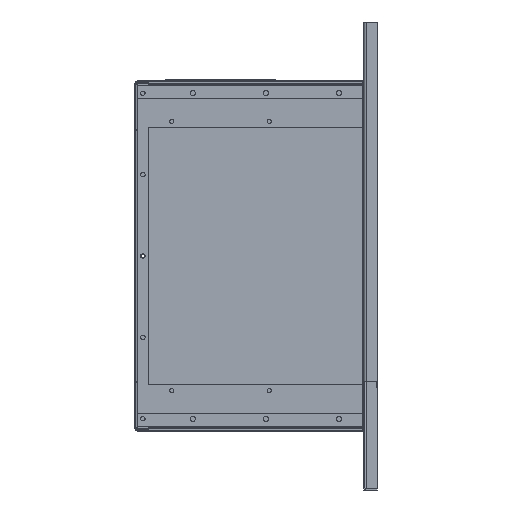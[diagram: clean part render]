
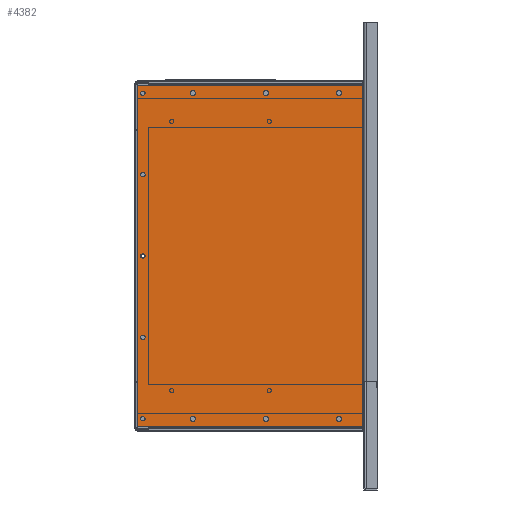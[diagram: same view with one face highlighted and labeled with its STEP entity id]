
A CAD part, left-side view. The second image highlights one B-rep face of the part: STEP entity #4382.
In plain terms, the highlighted planar face has unit normal (-1, 0, 0).
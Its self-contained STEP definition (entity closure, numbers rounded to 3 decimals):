
#4382=ADVANCED_FACE('',(#16208,#16210,#16212,#16214,#16216,#16218,#16220,#16222,
#16224,#16226,#16228,#16230),#16232,.T.);
#16208=FACE_BOUND('',#16209,.T.);
#16209=EDGE_LOOP('',(#26375,#26376,#26377,#26378));
#16210=FACE_BOUND('',#16211,.T.);
#16211=EDGE_LOOP('',(#26379));
#16212=FACE_BOUND('',#16213,.T.);
#16213=EDGE_LOOP('',(#26380));
#16214=FACE_BOUND('',#16215,.T.);
#16215=EDGE_LOOP('',(#26381));
#16216=FACE_BOUND('',#16217,.T.);
#16217=EDGE_LOOP('',(#26382));
#16218=FACE_BOUND('',#16219,.T.);
#16219=EDGE_LOOP('',(#26383));
#16220=FACE_BOUND('',#16221,.T.);
#16221=EDGE_LOOP('',(#26384));
#16222=FACE_BOUND('',#16223,.T.);
#16223=EDGE_LOOP('',(#26385));
#16224=FACE_BOUND('',#16225,.T.);
#16225=EDGE_LOOP('',(#26386));
#16226=FACE_BOUND('',#16227,.T.);
#16227=EDGE_LOOP('',(#26387));
#16228=FACE_BOUND('',#16229,.T.);
#16229=EDGE_LOOP('',(#26388));
#16230=FACE_BOUND('',#16231,.T.);
#16231=EDGE_LOOP('',(#26389));
#16232=PLANE('',#16233);
#16233=AXIS2_PLACEMENT_3D('',#16234,#16235,#16236);
#16234=CARTESIAN_POINT('',(-450.1,-231.25,-447.9));
#16235=DIRECTION('',(-1.,0.,0.));
#16236=DIRECTION('',(0.,0.,1.));
#26375=ORIENTED_EDGE('',*,*,#31825,.T.);
#26376=ORIENTED_EDGE('',*,*,#31826,.F.);
#26377=ORIENTED_EDGE('',*,*,#31526,.F.);
#26378=ORIENTED_EDGE('',*,*,#31824,.F.);
#26379=ORIENTED_EDGE('',*,*,#31813,.T.);
#26380=ORIENTED_EDGE('',*,*,#31827,.T.);
#26381=ORIENTED_EDGE('',*,*,#31828,.T.);
#26382=ORIENTED_EDGE('',*,*,#31829,.T.);
#26383=ORIENTED_EDGE('',*,*,#31830,.T.);
#26384=ORIENTED_EDGE('',*,*,#31810,.T.);
#26385=ORIENTED_EDGE('',*,*,#31811,.T.);
#26386=ORIENTED_EDGE('',*,*,#31812,.T.);
#26387=ORIENTED_EDGE('',*,*,#31831,.T.);
#26388=ORIENTED_EDGE('',*,*,#31832,.T.);
#26389=ORIENTED_EDGE('',*,*,#31833,.T.);
#31526=EDGE_CURVE('',#35816,#35818,#35819,.T.);
#31810=EDGE_CURVE('',#36237,#36237,#36238,.T.);
#31811=EDGE_CURVE('',#36239,#36239,#36240,.T.);
#31812=EDGE_CURVE('',#36241,#36241,#36242,.T.);
#31813=EDGE_CURVE('',#36243,#36243,#36244,.T.);
#31824=EDGE_CURVE('',#35836,#35816,#36258,.T.);
#31825=EDGE_CURVE('',#35836,#35665,#36259,.T.);
#31826=EDGE_CURVE('',#35818,#35665,#36260,.T.);
#31827=EDGE_CURVE('',#36261,#36261,#36262,.T.);
#31828=EDGE_CURVE('',#36263,#36263,#36264,.T.);
#31829=EDGE_CURVE('',#36265,#36265,#36266,.T.);
#31830=EDGE_CURVE('',#36267,#36267,#36268,.T.);
#31831=EDGE_CURVE('',#36269,#36269,#36270,.T.);
#31832=EDGE_CURVE('',#36271,#36271,#36272,.T.);
#31833=EDGE_CURVE('',#36273,#36273,#36274,.T.);
#35665=VERTEX_POINT('',#43820);
#35816=VERTEX_POINT('',#44164);
#35818=VERTEX_POINT('',#44169);
#35819=LINE('',#44170,#44171);
#35836=VERTEX_POINT('',#44212);
#36237=VERTEX_POINT('',#45256);
#36238=CIRCLE('',#45257,6.65);
#36239=VERTEX_POINT('',#45261);
#36240=CIRCLE('',#45262,6.65);
#36241=VERTEX_POINT('',#45266);
#36242=CIRCLE('',#45267,6.65);
#36243=VERTEX_POINT('',#45271);
#36244=CIRCLE('',#45272,5.65);
#36258=LINE('',#45312,#45313);
#36259=LINE('',#45315,#45316);
#36260=LINE('',#45318,#45319);
#36261=VERTEX_POINT('',#45321);
#36262=CIRCLE('',#45322,5.65);
#36263=VERTEX_POINT('',#45326);
#36264=CIRCLE('',#45327,5.65);
#36265=VERTEX_POINT('',#45331);
#36266=CIRCLE('',#45332,5.65);
#36267=VERTEX_POINT('',#45336);
#36268=CIRCLE('',#45337,5.65);
#36269=VERTEX_POINT('',#45341);
#36270=CIRCLE('',#45342,6.65);
#36271=VERTEX_POINT('',#45346);
#36272=CIRCLE('',#45347,6.65);
#36273=VERTEX_POINT('',#45351);
#36274=CIRCLE('',#45352,6.65);
#43820=CARTESIAN_POINT('',(-450.1,37.,436.9));
#44164=CARTESIAN_POINT('',(-450.1,615.25,-436.9));
#44169=CARTESIAN_POINT('',(-450.1,615.25,436.9));
#44170=CARTESIAN_POINT('',(-450.1,615.25,-436.9));
#44171=VECTOR('',#44172,1.);
#44172=DIRECTION('',(0.,0.,1.));
#44212=CARTESIAN_POINT('',(-450.1,37.,-436.9));
#45256=CARTESIAN_POINT('',(-450.1,98.25,424.05));
#45257=AXIS2_PLACEMENT_3D('',#45258,#45259,#45260);
#45258=CARTESIAN_POINT('',(-450.1,98.25,417.4));
#45259=DIRECTION('',(1.,0.,0.));
#45260=DIRECTION('',(0.,0.,1.));
#45261=CARTESIAN_POINT('',(-450.1,285.75,424.05));
#45262=AXIS2_PLACEMENT_3D('',#45263,#45264,#45265);
#45263=CARTESIAN_POINT('',(-450.1,285.75,417.4));
#45264=DIRECTION('',(1.,0.,0.));
#45265=DIRECTION('',(0.,0.,1.));
#45266=CARTESIAN_POINT('',(-450.1,473.25,424.05));
#45267=AXIS2_PLACEMENT_3D('',#45268,#45269,#45270);
#45268=CARTESIAN_POINT('',(-450.1,473.25,417.4));
#45269=DIRECTION('',(1.,0.,0.));
#45270=DIRECTION('',(0.,0.,1.));
#45271=CARTESIAN_POINT('',(-450.1,601.093,411.75));
#45272=AXIS2_PLACEMENT_3D('',#45273,#45274,#45275);
#45273=CARTESIAN_POINT('',(-450.1,601.093,417.4));
#45274=DIRECTION('',(1.,0.,0.));
#45275=DIRECTION('',(0.,0.,-1.));
#45312=CARTESIAN_POINT('',(-450.1,37.,-436.9));
#45313=VECTOR('',#45314,1.);
#45314=DIRECTION('',(0.,1.,0.));
#45315=CARTESIAN_POINT('',(-450.1,37.,-436.9));
#45316=VECTOR('',#45317,1.);
#45317=DIRECTION('',(0.,0.,1.));
#45318=CARTESIAN_POINT('',(-450.1,615.25,436.9));
#45319=VECTOR('',#45320,1.);
#45320=DIRECTION('',(0.,-1.,0.));
#45321=CARTESIAN_POINT('',(-450.1,601.093,-411.75));
#45322=AXIS2_PLACEMENT_3D('',#45323,#45324,#45325);
#45323=CARTESIAN_POINT('',(-450.1,601.093,-417.4));
#45324=DIRECTION('',(1.,0.,0.));
#45325=DIRECTION('',(0.,0.,1.));
#45326=CARTESIAN_POINT('',(-450.1,601.093,-5.65));
#45327=AXIS2_PLACEMENT_3D('',#45328,#45329,#45330);
#45328=CARTESIAN_POINT('',(-450.1,601.093,0.));
#45329=DIRECTION('',(1.,0.,0.));
#45330=DIRECTION('',(0.,0.,-1.));
#45331=CARTESIAN_POINT('',(-450.1,601.093,-214.15));
#45332=AXIS2_PLACEMENT_3D('',#45333,#45334,#45335);
#45333=CARTESIAN_POINT('',(-450.1,601.093,-208.5));
#45334=DIRECTION('',(1.,0.,0.));
#45335=DIRECTION('',(0.,0.,-1.));
#45336=CARTESIAN_POINT('',(-450.1,601.093,202.85));
#45337=AXIS2_PLACEMENT_3D('',#45338,#45339,#45340);
#45338=CARTESIAN_POINT('',(-450.1,601.093,208.5));
#45339=DIRECTION('',(1.,0.,0.));
#45340=DIRECTION('',(0.,0.,-1.));
#45341=CARTESIAN_POINT('',(-450.1,473.25,-424.05));
#45342=AXIS2_PLACEMENT_3D('',#45343,#45344,#45345);
#45343=CARTESIAN_POINT('',(-450.1,473.25,-417.4));
#45344=DIRECTION('',(1.,0.,0.));
#45345=DIRECTION('',(0.,0.,-1.));
#45346=CARTESIAN_POINT('',(-450.1,285.75,-424.05));
#45347=AXIS2_PLACEMENT_3D('',#45348,#45349,#45350);
#45348=CARTESIAN_POINT('',(-450.1,285.75,-417.4));
#45349=DIRECTION('',(1.,0.,0.));
#45350=DIRECTION('',(0.,0.,-1.));
#45351=CARTESIAN_POINT('',(-450.1,98.25,-424.05));
#45352=AXIS2_PLACEMENT_3D('',#45353,#45354,#45355);
#45353=CARTESIAN_POINT('',(-450.1,98.25,-417.4));
#45354=DIRECTION('',(1.,0.,0.));
#45355=DIRECTION('',(0.,0.,-1.));
